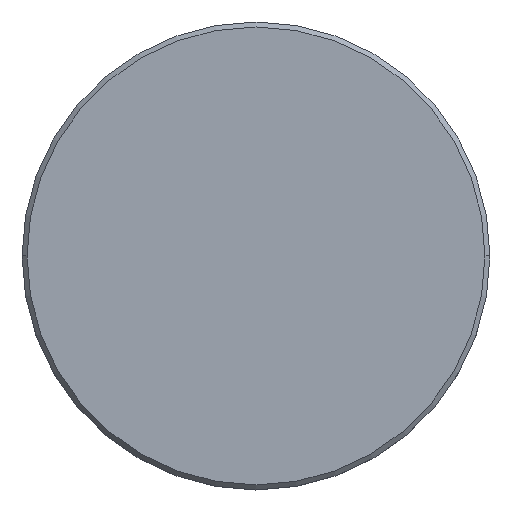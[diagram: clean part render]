
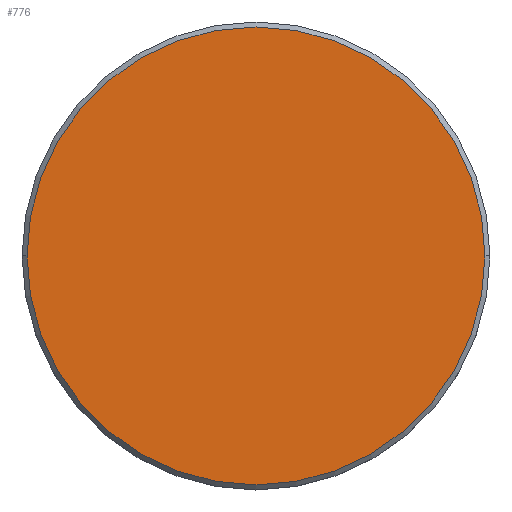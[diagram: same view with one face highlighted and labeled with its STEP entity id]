
A CAD part, top view. The second image highlights one B-rep face of the part: STEP entity #776.
In plain terms, the highlighted planar face has unit normal (0, 0, 1).
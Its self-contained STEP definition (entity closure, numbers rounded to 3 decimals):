
#101 = CIRCLE ( 'NONE', #235, 23. ) ;
#219 = DIRECTION ( 'NONE',  ( 1., 0., 0. ) ) ;
#228 = DIRECTION ( 'NONE',  ( 0., 0., 1. ) ) ;
#235 = AXIS2_PLACEMENT_3D ( 'NONE', #573, #929, #484 ) ;
#334 = CIRCLE ( 'NONE', #828, 23. ) ;
#429 = ORIENTED_EDGE ( 'NONE', *, *, #586, .T. ) ;
#484 = DIRECTION ( 'NONE',  ( 1., 0., 0. ) ) ;
#490 = VERTEX_POINT ( 'NONE', #827 ) ;
#501 = ORIENTED_EDGE ( 'NONE', *, *, #685, .T. ) ;
#573 = CARTESIAN_POINT ( 'NONE',  ( 0., 0., 0. ) ) ;
#586 = EDGE_CURVE ( 'NONE', #865, #490, #334, .T. ) ;
#685 = EDGE_CURVE ( 'NONE', #490, #865, #101, .T. ) ;
#728 = CARTESIAN_POINT ( 'NONE',  ( 0., 0., 0. ) ) ;
#774 = FACE_OUTER_BOUND ( 'NONE', #911, .T. ) ;
#776 = ADVANCED_FACE ( 'NONE', ( #774 ), #948, .T. ) ;
#827 = CARTESIAN_POINT ( 'NONE',  ( -23., 0., 0. ) ) ;
#828 = AXIS2_PLACEMENT_3D ( 'NONE', #728, #1010, #1032 ) ;
#865 = VERTEX_POINT ( 'NONE', #889 ) ;
#889 = CARTESIAN_POINT ( 'NONE',  ( 23., 0., 0. ) ) ;
#911 = EDGE_LOOP ( 'NONE', ( #501, #429 ) ) ;
#929 = DIRECTION ( 'NONE',  ( 0., 0., 1. ) ) ;
#948 = PLANE ( 'NONE',  #1023 ) ;
#1010 = DIRECTION ( 'NONE',  ( 0., 0., 1. ) ) ;
#1023 = AXIS2_PLACEMENT_3D ( 'NONE', #1042, #228, #219 ) ;
#1032 = DIRECTION ( 'NONE',  ( 1., 0., 0. ) ) ;
#1042 = CARTESIAN_POINT ( 'NONE',  ( 0., 0., 0. ) ) ;
